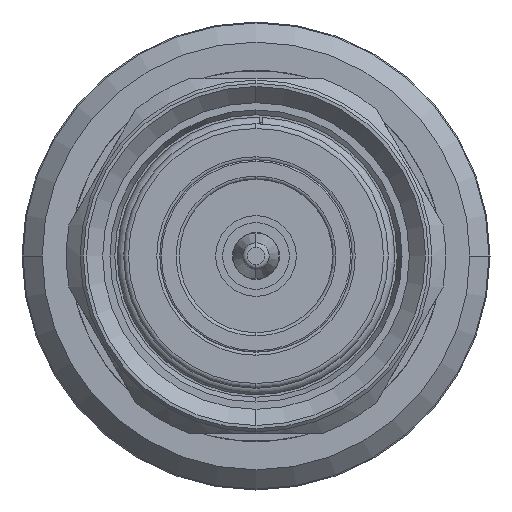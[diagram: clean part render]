
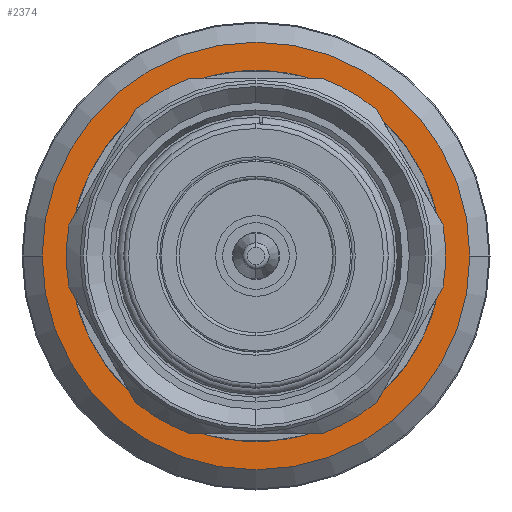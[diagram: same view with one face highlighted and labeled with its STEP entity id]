
A CAD part, left-side view. The second image highlights one B-rep face of the part: STEP entity #2374.
In plain terms, the highlighted face is planar.
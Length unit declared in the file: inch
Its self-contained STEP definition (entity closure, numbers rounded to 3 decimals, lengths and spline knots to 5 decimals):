
#421 = ORIENTED_EDGE ( 'NONE', *, *, #6444, .F. ) ;
#615 = CIRCLE ( 'NONE', #12286, 0.45276 ) ;
#623 = EDGE_CURVE ( 'NONE', #9631, #5469, #2370, .T. ) ;
#887 = CARTESIAN_POINT ( 'NONE',  ( 0.35433, 0., -0.45276 ) ) ;
#949 = DIRECTION ( 'NONE',  ( -1., 0., 0. ) ) ;
#1063 = CARTESIAN_POINT ( 'NONE',  ( 0.35433, 0., 0. ) ) ;
#1196 = DIRECTION ( 'NONE',  ( 0., 0., 1. ) ) ;
#1363 = AXIS2_PLACEMENT_3D ( 'NONE', #5975, #4918, #3085 ) ;
#1797 = CARTESIAN_POINT ( 'NONE',  ( 0.35433, 0., 0.52165 ) ) ;
#2065 = VERTEX_POINT ( 'NONE', #7885 ) ;
#2248 = AXIS2_PLACEMENT_3D ( 'NONE', #10542, #4669, #4807 ) ;
#2370 = CIRCLE ( 'NONE', #1363, 0.45276 ) ;
#2374 = ADVANCED_FACE ( 'NONE', ( #11240, #6682 ), #6613, .T. ) ;
#2711 = AXIS2_PLACEMENT_3D ( 'NONE', #9830, #949, #1196 ) ;
#2859 = AXIS2_PLACEMENT_3D ( 'NONE', #12184, #5626, #8458 ) ;
#3085 = DIRECTION ( 'NONE',  ( 0., 0., -1. ) ) ;
#3833 = VERTEX_POINT ( 'NONE', #1797 ) ;
#4669 = DIRECTION ( 'NONE',  ( 1., 0., 0. ) ) ;
#4719 = EDGE_CURVE ( 'NONE', #5469, #9631, #615, .T. ) ;
#4807 = DIRECTION ( 'NONE',  ( 0., 1., 0. ) ) ;
#4918 = DIRECTION ( 'NONE',  ( 1., 0., 0. ) ) ;
#4926 = CIRCLE ( 'NONE', #2711, 0.52165 ) ;
#5469 = VERTEX_POINT ( 'NONE', #10267 ) ;
#5626 = DIRECTION ( 'NONE',  ( -1., 0., 0. ) ) ;
#5975 = CARTESIAN_POINT ( 'NONE',  ( 0.35433, 0., 0. ) ) ;
#6444 = EDGE_CURVE ( 'NONE', #3833, #2065, #9899, .T. ) ;
#6613 = PLANE ( 'NONE',  #2248 ) ;
#6682 = FACE_BOUND ( 'NONE', #11131, .T. ) ;
#7734 = DIRECTION ( 'NONE',  ( 0., 0., -1. ) ) ;
#7791 = DIRECTION ( 'NONE',  ( 1., 0., 0. ) ) ;
#7885 = CARTESIAN_POINT ( 'NONE',  ( 0.35433, 0., -0.52165 ) ) ;
#8227 = EDGE_CURVE ( 'NONE', #2065, #3833, #4926, .T. ) ;
#8458 = DIRECTION ( 'NONE',  ( 0., 0., 1. ) ) ;
#8792 = ORIENTED_EDGE ( 'NONE', *, *, #623, .F. ) ;
#9113 = ORIENTED_EDGE ( 'NONE', *, *, #4719, .F. ) ;
#9631 = VERTEX_POINT ( 'NONE', #887 ) ;
#9830 = CARTESIAN_POINT ( 'NONE',  ( 0.35433, 0., 0. ) ) ;
#9899 = CIRCLE ( 'NONE', #2859, 0.52165 ) ;
#10267 = CARTESIAN_POINT ( 'NONE',  ( 0.35433, 0., 0.45276 ) ) ;
#10542 = CARTESIAN_POINT ( 'NONE',  ( 0.35433, 0., 0. ) ) ;
#10841 = EDGE_LOOP ( 'NONE', ( #12365, #421 ) ) ;
#11131 = EDGE_LOOP ( 'NONE', ( #8792, #9113 ) ) ;
#11240 = FACE_OUTER_BOUND ( 'NONE', #10841, .T. ) ;
#12184 = CARTESIAN_POINT ( 'NONE',  ( 0.35433, 0., 0. ) ) ;
#12286 = AXIS2_PLACEMENT_3D ( 'NONE', #1063, #7791, #7734 ) ;
#12365 = ORIENTED_EDGE ( 'NONE', *, *, #8227, .F. ) ;
